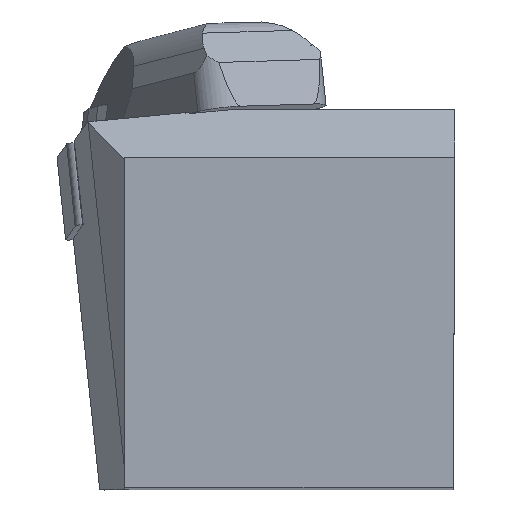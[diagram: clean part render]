
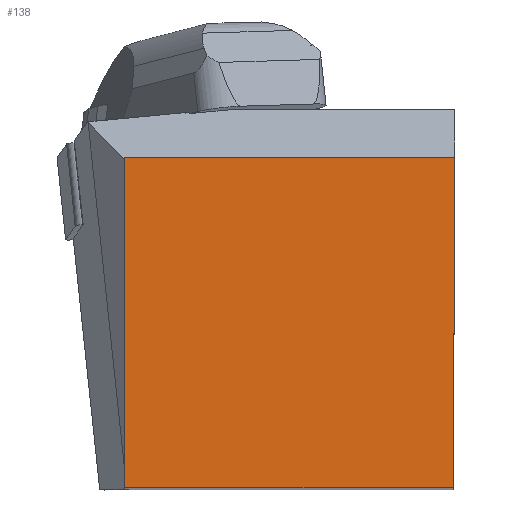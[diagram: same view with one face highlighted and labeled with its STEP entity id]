
A CAD part, top view. The second image highlights one B-rep face of the part: STEP entity #138.
In plain terms, the highlighted planar face has unit normal (0, 0, 1).
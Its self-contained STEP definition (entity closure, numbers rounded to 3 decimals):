
#138=ADVANCED_FACE('BLANK_BOXF006',(#246),#195,.F.);
#195=PLANE('',#1342);
#246=FACE_OUTER_BOUND('',#307,.T.);
#307=EDGE_LOOP('',(#453,#454,#455,#456));
#453=ORIENTED_EDGE('',*,*,#871,.F.);
#454=ORIENTED_EDGE('',*,*,#868,.F.);
#455=ORIENTED_EDGE('',*,*,#863,.F.);
#456=ORIENTED_EDGE('',*,*,#872,.F.);
#741=VERTEX_POINT('',#1916);
#742=VERTEX_POINT('',#1918);
#745=VERTEX_POINT('',#1927);
#747=VERTEX_POINT('',#1933);
#863=EDGE_CURVE('',#741,#742,#1023,.T.);
#868=EDGE_CURVE('',#742,#745,#1028,.T.);
#871=EDGE_CURVE('',#745,#747,#1031,.T.);
#872=EDGE_CURVE('',#747,#741,#1032,.T.);
#1023=LINE('',#1917,#1155);
#1028=LINE('',#1926,#1160);
#1031=LINE('',#1932,#1163);
#1032=LINE('',#1934,#1164);
#1155=VECTOR('',#1508,1.);
#1160=VECTOR('',#1515,1.);
#1163=VECTOR('',#1520,1.);
#1164=VECTOR('',#1521,1.);
#1342=AXIS2_PLACEMENT_3D('',#1935,#1522,#1523);
#1508=DIRECTION('',(-0.004,-1.,0.));
#1515=DIRECTION('',(-1.,0.,0.));
#1520=DIRECTION('',(0.,1.,0.));
#1521=DIRECTION('',(1.,0.,0.));
#1522=DIRECTION('',(0.,0.,-1.));
#1523=DIRECTION('',(-1.,0.,0.));
#1916=CARTESIAN_POINT('',(0.,31.623,0.));
#1917=CARTESIAN_POINT('',(0.579,164.398,0.));
#1918=CARTESIAN_POINT('',(-0.138,0.,0.));
#1926=CARTESIAN_POINT('',(164.4,0.,0.));
#1927=CARTESIAN_POINT('',(-31.623,0.,0.));
#1932=CARTESIAN_POINT('',(-31.623,-164.4,0.));
#1933=CARTESIAN_POINT('',(-31.623,31.623,0.));
#1934=CARTESIAN_POINT('',(-164.4,31.623,0.));
#1935=CARTESIAN_POINT('',(-50.1,-5.,0.));
